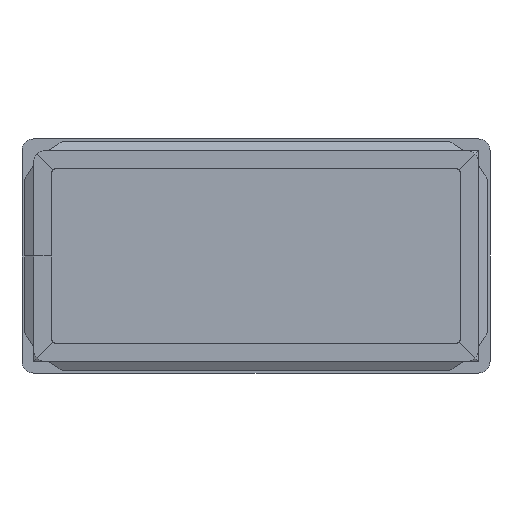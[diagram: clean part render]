
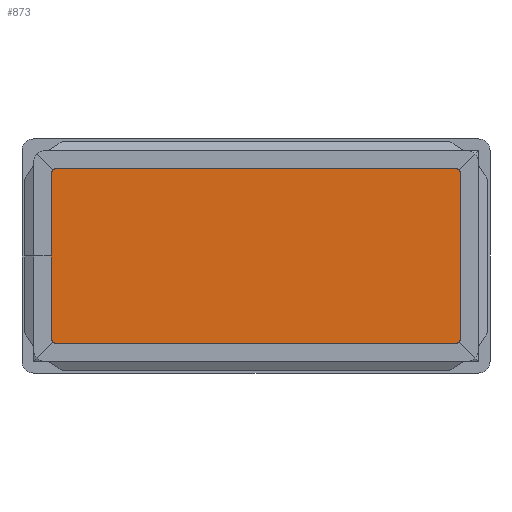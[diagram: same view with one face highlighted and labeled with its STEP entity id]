
A CAD part, front view. The second image highlights one B-rep face of the part: STEP entity #873.
In plain terms, the highlighted planar face has unit normal (0, -1, 0).
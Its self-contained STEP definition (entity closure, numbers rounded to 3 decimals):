
#14 = VERTEX_POINT ( 'NONE', #1478 ) ;
#43 = ORIENTED_EDGE ( 'NONE', *, *, #102, .T. ) ;
#54 = CARTESIAN_POINT ( 'NONE',  ( -17.5, 13.5, -7.5 ) ) ;
#68 = CARTESIAN_POINT ( 'NONE',  ( -17.5, 13.5, -7.5 ) ) ;
#102 = EDGE_CURVE ( 'NONE', #1003, #1405, #944, .T. ) ;
#126 = CARTESIAN_POINT ( 'NONE',  ( 17., 13.5, 7.5 ) ) ;
#128 = CARTESIAN_POINT ( 'NONE',  ( 17., 13.5, -7.5 ) ) ;
#155 = CARTESIAN_POINT ( 'NONE',  ( 17.5, 13.5, -7.5 ) ) ;
#173 = CARTESIAN_POINT ( 'NONE',  ( -17., 13.5, 7. ) ) ;
#187 = LINE ( 'NONE', #2107, #2379 ) ;
#188 = FACE_OUTER_BOUND ( 'NONE', #2716, .T. ) ;
#234 = DIRECTION ( 'NONE',  ( 0., -1., 0. ) ) ;
#246 = EDGE_CURVE ( 'NONE', #1831, #2857, #2976, .T. ) ;
#329 = AXIS2_PLACEMENT_3D ( 'NONE', #3080, #2300, #851 ) ;
#346 = ORIENTED_EDGE ( 'NONE', *, *, #1795, .F. ) ;
#376 = LINE ( 'NONE', #2109, #2020 ) ;
#400 = ORIENTED_EDGE ( 'NONE', *, *, #510, .F. ) ;
#422 = DIRECTION ( 'NONE',  ( 0., -1., 0. ) ) ;
#423 = CARTESIAN_POINT ( 'NONE',  ( 17.5, 13.5, 7. ) ) ;
#478 = VECTOR ( 'NONE', #1024, 1000. ) ;
#493 = DIRECTION ( 'NONE',  ( 0., 0., 1. ) ) ;
#496 = VERTEX_POINT ( 'NONE', #423 ) ;
#510 = EDGE_CURVE ( 'NONE', #496, #1149, #2819, .T. ) ;
#832 = AXIS2_PLACEMENT_3D ( 'NONE', #2367, #2154, #2906 ) ;
#851 = DIRECTION ( 'NONE',  ( 0., 0., 1. ) ) ;
#873 = ADVANCED_FACE ( 'NONE', ( #188 ), #1852, .F. ) ;
#882 = CARTESIAN_POINT ( 'NONE',  ( -17.5, 13.5, -7. ) ) ;
#894 = VECTOR ( 'NONE', #1593, 1000. ) ;
#919 = CIRCLE ( 'NONE', #1642, 0.5 ) ;
#937 = ORIENTED_EDGE ( 'NONE', *, *, #3047, .F. ) ;
#944 = CIRCLE ( 'NONE', #329, 0.5 ) ;
#969 = CARTESIAN_POINT ( 'NONE',  ( 17., 13.5, -7. ) ) ;
#981 = ORIENTED_EDGE ( 'NONE', *, *, #2448, .T. ) ;
#1003 = VERTEX_POINT ( 'NONE', #882 ) ;
#1017 = ORIENTED_EDGE ( 'NONE', *, *, #246, .F. ) ;
#1024 = DIRECTION ( 'NONE',  ( -1., 0., 0. ) ) ;
#1149 = VERTEX_POINT ( 'NONE', #1798 ) ;
#1251 = CARTESIAN_POINT ( 'NONE',  ( -17.5, 13.5, 7. ) ) ;
#1322 = EDGE_CURVE ( 'NONE', #496, #1859, #919, .T. ) ;
#1367 = CARTESIAN_POINT ( 'NONE',  ( -17.5, 13.5, 0. ) ) ;
#1375 = ORIENTED_EDGE ( 'NONE', *, *, #1322, .T. ) ;
#1405 = VERTEX_POINT ( 'NONE', #2013 ) ;
#1478 = CARTESIAN_POINT ( 'NONE',  ( -17., 13.5, 7.5 ) ) ;
#1512 = DIRECTION ( 'NONE',  ( 0., -1., 0. ) ) ;
#1593 = DIRECTION ( 'NONE',  ( 0., 0., -1. ) ) ;
#1642 = AXIS2_PLACEMENT_3D ( 'NONE', #2580, #422, #2118 ) ;
#1711 = AXIS2_PLACEMENT_3D ( 'NONE', #969, #1512, #493 ) ;
#1795 = EDGE_CURVE ( 'NONE', #14, #1859, #376, .T. ) ;
#1798 = CARTESIAN_POINT ( 'NONE',  ( 17.5, 13.5, -7. ) ) ;
#1831 = VERTEX_POINT ( 'NONE', #1367 ) ;
#1852 = PLANE ( 'NONE',  #832 ) ;
#1859 = VERTEX_POINT ( 'NONE', #126 ) ;
#1870 = DIRECTION ( 'NONE',  ( 1., 0., 0. ) ) ;
#1884 = EDGE_CURVE ( 'NONE', #14, #2857, #1986, .T. ) ;
#1986 = CIRCLE ( 'NONE', #3191, 0.5 ) ;
#2013 = CARTESIAN_POINT ( 'NONE',  ( -17., 13.5, -7.5 ) ) ;
#2020 = VECTOR ( 'NONE', #1870, 1000. ) ;
#2042 = LINE ( 'NONE', #54, #478 ) ;
#2107 = CARTESIAN_POINT ( 'NONE',  ( -17.5, 13.5, -7.5 ) ) ;
#2109 = CARTESIAN_POINT ( 'NONE',  ( -17.5, 13.5, 7.5 ) ) ;
#2118 = DIRECTION ( 'NONE',  ( 0., 0., 1. ) ) ;
#2154 = DIRECTION ( 'NONE',  ( 0., 1., 0. ) ) ;
#2187 = DIRECTION ( 'NONE',  ( 0., 0., 1. ) ) ;
#2300 = DIRECTION ( 'NONE',  ( 0., -1., 0. ) ) ;
#2346 = DIRECTION ( 'NONE',  ( 0., 0., 1. ) ) ;
#2367 = CARTESIAN_POINT ( 'NONE',  ( 0., 13.5, 0. ) ) ;
#2379 = VECTOR ( 'NONE', #2346, 1000. ) ;
#2444 = ORIENTED_EDGE ( 'NONE', *, *, #1884, .T. ) ;
#2448 = EDGE_CURVE ( 'NONE', #2575, #1149, #2481, .T. ) ;
#2469 = ORIENTED_EDGE ( 'NONE', *, *, #3123, .F. ) ;
#2481 = CIRCLE ( 'NONE', #1711, 0.5 ) ;
#2550 = DIRECTION ( 'NONE',  ( 0., 0., 1. ) ) ;
#2575 = VERTEX_POINT ( 'NONE', #128 ) ;
#2580 = CARTESIAN_POINT ( 'NONE',  ( 17., 13.5, 7. ) ) ;
#2716 = EDGE_LOOP ( 'NONE', ( #400, #1375, #346, #2444, #1017, #2469, #43, #937, #981 ) ) ;
#2743 = VECTOR ( 'NONE', #2550, 1000. ) ;
#2819 = LINE ( 'NONE', #155, #894 ) ;
#2857 = VERTEX_POINT ( 'NONE', #1251 ) ;
#2906 = DIRECTION ( 'NONE',  ( 0., 0., 1. ) ) ;
#2976 = LINE ( 'NONE', #68, #2743 ) ;
#3047 = EDGE_CURVE ( 'NONE', #2575, #1405, #2042, .T. ) ;
#3080 = CARTESIAN_POINT ( 'NONE',  ( -17., 13.5, -7. ) ) ;
#3123 = EDGE_CURVE ( 'NONE', #1003, #1831, #187, .T. ) ;
#3191 = AXIS2_PLACEMENT_3D ( 'NONE', #173, #234, #2187 ) ;
